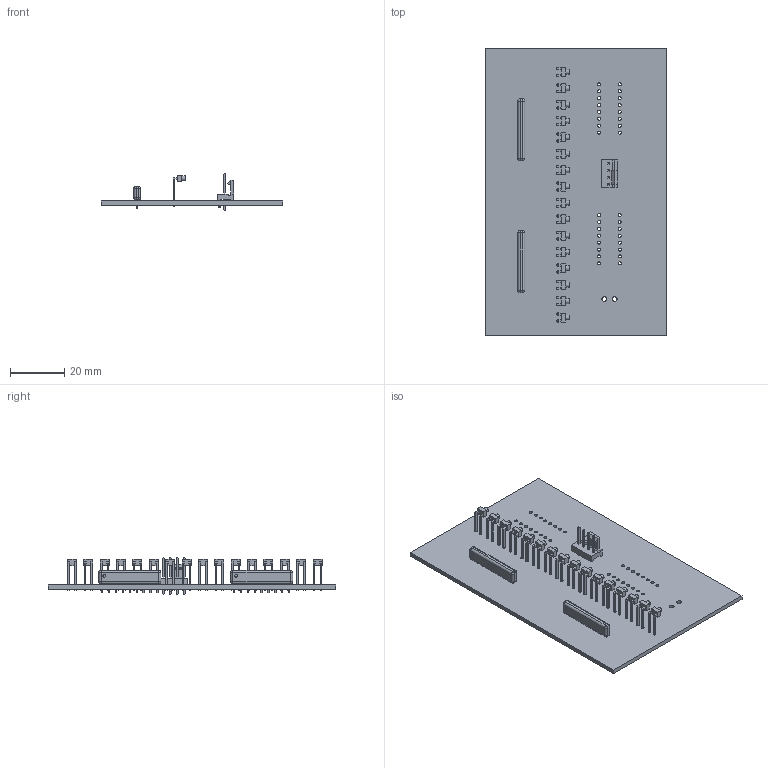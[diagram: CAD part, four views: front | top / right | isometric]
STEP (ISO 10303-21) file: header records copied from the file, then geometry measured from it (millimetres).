
FILE_DESCRIPTION(('KiCad electronic assembly'),'2;1');
FILE_NAME('leds.step','2024-10-23T14:36:23',('Pcbnew'),('Kicad'), 'Open CASCADE STEP processor 7.8','KiCad to STEP converter','Unknown' );
FILE_SCHEMA(('AUTOMOTIVE_DESIGN { 1 0 10303 214 1 1 1 1 }'));
Length unit declared in the file: millimetre
Products named in the file (8): leds 1; LED_D1.8mm_W1.8mm_H2.4mm_Horizontal_O1.27mm_Z8.2mm; FanPinHeader_1x04_P2.54mm_Vertical; Fan_Pin_Header_Straight_1x04; R_Array_SIP9; leds_PCB
Assembly tree (23 placements, depth 3):
  leds 1
    LED_D1.8mm_W1.8mm_H2.4mm_Horizontal_O1.27mm_Z8.2mm  x16
      LED_D1.8mm_W1.8mm_H2.4mm_Horizontal_O1.27mm_Z8.2mm
    FanPinHeader_1x04_P2.54mm_Vertical
      Fan_Pin_Header_Straight_1x04
    R_Array_SIP9  x2
      R_Array_SIP9
    leds_PCB
Bounding box: 67 x 106 x 13.5 mm (x, y, z)
Volume: 12370.6 mm3; surface area: 17769.5 mm2
Topology: 20 solids, 20 shells, 942 faces, 2169 edges, 1342 vertices
Faces by surface type: plane 793, cylinder 133, sphere 16
Full cylindrical faces by diameter (mm): 0.8 x18, 0.9 x32, 1 x2, 1.02 x4, 1.1 x1, 1.118 x32, 1.75 x2, 1.8 x16
Entity records: 12410 total; most frequent: DIRECTION 1795, CARTESIAN_POINT 1751, ORIENTED_EDGE 1690, EDGE_CURVE 845, LINE 631, VECTOR 631, AXIS2_PLACEMENT_3D 582, FACE_BOUND 551
